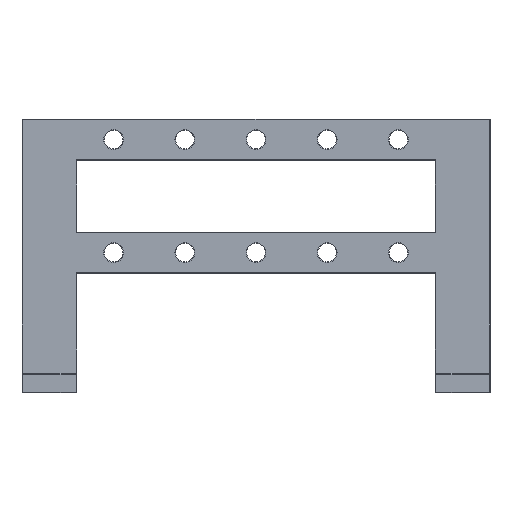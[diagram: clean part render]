
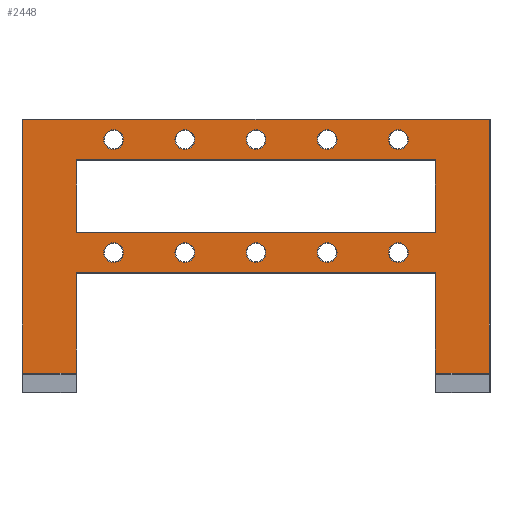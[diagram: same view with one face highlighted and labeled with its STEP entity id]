
A CAD part, top view. The second image highlights one B-rep face of the part: STEP entity #2448.
In plain terms, the highlighted planar face has unit normal (0, 0, 1).
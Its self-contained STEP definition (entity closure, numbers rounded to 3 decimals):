
#51=FACE_BOUND('',#659,.T.);
#52=FACE_BOUND('',#660,.T.);
#53=FACE_BOUND('',#661,.T.);
#54=FACE_BOUND('',#662,.T.);
#55=FACE_BOUND('',#663,.T.);
#56=FACE_BOUND('',#664,.T.);
#57=FACE_BOUND('',#665,.T.);
#58=FACE_BOUND('',#666,.T.);
#59=FACE_BOUND('',#667,.T.);
#60=FACE_BOUND('',#668,.T.);
#61=FACE_BOUND('',#669,.T.);
#73=PLANE('',#2716);
#128=LINE('',#4173,#262);
#130=LINE('',#4185,#264);
#133=LINE('',#4199,#267);
#136=LINE('',#4203,#270);
#145=LINE('',#4223,#279);
#146=LINE('',#4225,#280);
#147=LINE('',#4227,#281);
#148=LINE('',#4229,#282);
#149=LINE('',#4231,#283);
#150=LINE('',#4235,#284);
#151=LINE('',#4239,#285);
#152=LINE('',#4240,#286);
#262=VECTOR('',#3256,10.);
#264=VECTOR('',#3270,10.);
#267=VECTOR('',#3287,10.);
#270=VECTOR('',#3292,10.);
#279=VECTOR('',#3319,10.);
#280=VECTOR('',#3320,10.);
#281=VECTOR('',#3321,10.);
#282=VECTOR('',#3322,10.);
#283=VECTOR('',#3323,10.);
#284=VECTOR('',#3326,10.);
#285=VECTOR('',#3329,10.);
#286=VECTOR('',#3330,10.);
#478=FACE_OUTER_BOUND('',#658,.T.);
#658=EDGE_LOOP('',(#1843,#1844,#1845,#1846,#1847,#1848,#1849,#1850,#1851,
#1852));
#659=EDGE_LOOP('',(#1853));
#660=EDGE_LOOP('',(#1854));
#661=EDGE_LOOP('',(#1855));
#662=EDGE_LOOP('',(#1856));
#663=EDGE_LOOP('',(#1857));
#664=EDGE_LOOP('',(#1858));
#665=EDGE_LOOP('',(#1859));
#666=EDGE_LOOP('',(#1860));
#667=EDGE_LOOP('',(#1861));
#668=EDGE_LOOP('',(#1862));
#669=EDGE_LOOP('',(#1863,#1864,#1865,#1866,#1867,#1868,#1869,#1870));
#860=CIRCLE('',#2681,0.4);
#867=CIRCLE('',#2691,0.4);
#869=CIRCLE('',#2695,0.4);
#875=CIRCLE('',#2704,0.4);
#877=CIRCLE('',#2717,0.4);
#878=CIRCLE('',#2718,0.4);
#879=CIRCLE('',#2719,3.6);
#880=CIRCLE('',#2720,3.6);
#881=CIRCLE('',#2721,3.6);
#882=CIRCLE('',#2722,3.6);
#883=CIRCLE('',#2723,3.6);
#884=CIRCLE('',#2724,3.6);
#885=CIRCLE('',#2725,3.6);
#886=CIRCLE('',#2726,3.6);
#887=CIRCLE('',#2727,3.6);
#888=CIRCLE('',#2728,3.6);
#1112=VERTEX_POINT('',#4149);
#1113=VERTEX_POINT('',#4151);
#1118=VERTEX_POINT('',#4166);
#1119=VERTEX_POINT('',#4168);
#1120=VERTEX_POINT('',#4175);
#1121=VERTEX_POINT('',#4176);
#1126=VERTEX_POINT('',#4193);
#1127=VERTEX_POINT('',#4195);
#1128=VERTEX_POINT('',#4221);
#1129=VERTEX_POINT('',#4222);
#1130=VERTEX_POINT('',#4224);
#1131=VERTEX_POINT('',#4226);
#1132=VERTEX_POINT('',#4228);
#1133=VERTEX_POINT('',#4230);
#1134=VERTEX_POINT('',#4232);
#1135=VERTEX_POINT('',#4234);
#1136=VERTEX_POINT('',#4236);
#1137=VERTEX_POINT('',#4238);
#1138=VERTEX_POINT('',#4241);
#1139=VERTEX_POINT('',#4243);
#1140=VERTEX_POINT('',#4245);
#1141=VERTEX_POINT('',#4247);
#1142=VERTEX_POINT('',#4249);
#1143=VERTEX_POINT('',#4251);
#1144=VERTEX_POINT('',#4253);
#1145=VERTEX_POINT('',#4255);
#1146=VERTEX_POINT('',#4257);
#1147=VERTEX_POINT('',#4259);
#1347=EDGE_CURVE('',#1112,#1113,#860,.T.);
#1355=EDGE_CURVE('',#1118,#1119,#867,.T.);
#1358=EDGE_CURVE('',#1113,#1118,#128,.T.);
#1359=EDGE_CURVE('',#1120,#1121,#869,.T.);
#1364=EDGE_CURVE('',#1121,#1112,#130,.T.);
#1369=EDGE_CURVE('',#1126,#1127,#875,.T.);
#1371=EDGE_CURVE('',#1119,#1126,#133,.T.);
#1374=EDGE_CURVE('',#1127,#1120,#136,.T.);
#1383=EDGE_CURVE('',#1128,#1129,#145,.T.);
#1384=EDGE_CURVE('',#1130,#1128,#146,.T.);
#1385=EDGE_CURVE('',#1131,#1130,#147,.T.);
#1386=EDGE_CURVE('',#1132,#1131,#148,.T.);
#1387=EDGE_CURVE('',#1133,#1132,#149,.T.);
#1388=EDGE_CURVE('',#1134,#1133,#877,.T.);
#1389=EDGE_CURVE('',#1135,#1134,#150,.T.);
#1390=EDGE_CURVE('',#1136,#1135,#878,.T.);
#1391=EDGE_CURVE('',#1137,#1136,#151,.T.);
#1392=EDGE_CURVE('',#1129,#1137,#152,.T.);
#1393=EDGE_CURVE('',#1138,#1138,#879,.T.);
#1394=EDGE_CURVE('',#1139,#1139,#880,.T.);
#1395=EDGE_CURVE('',#1140,#1140,#881,.T.);
#1396=EDGE_CURVE('',#1141,#1141,#882,.T.);
#1397=EDGE_CURVE('',#1142,#1142,#883,.T.);
#1398=EDGE_CURVE('',#1143,#1143,#884,.T.);
#1399=EDGE_CURVE('',#1144,#1144,#885,.T.);
#1400=EDGE_CURVE('',#1145,#1145,#886,.T.);
#1401=EDGE_CURVE('',#1146,#1146,#887,.T.);
#1402=EDGE_CURVE('',#1147,#1147,#888,.T.);
#1843=ORIENTED_EDGE('',*,*,#1383,.F.);
#1844=ORIENTED_EDGE('',*,*,#1384,.F.);
#1845=ORIENTED_EDGE('',*,*,#1385,.F.);
#1846=ORIENTED_EDGE('',*,*,#1386,.F.);
#1847=ORIENTED_EDGE('',*,*,#1387,.F.);
#1848=ORIENTED_EDGE('',*,*,#1388,.F.);
#1849=ORIENTED_EDGE('',*,*,#1389,.F.);
#1850=ORIENTED_EDGE('',*,*,#1390,.F.);
#1851=ORIENTED_EDGE('',*,*,#1391,.F.);
#1852=ORIENTED_EDGE('',*,*,#1392,.F.);
#1853=ORIENTED_EDGE('',*,*,#1393,.F.);
#1854=ORIENTED_EDGE('',*,*,#1394,.F.);
#1855=ORIENTED_EDGE('',*,*,#1395,.F.);
#1856=ORIENTED_EDGE('',*,*,#1396,.F.);
#1857=ORIENTED_EDGE('',*,*,#1397,.F.);
#1858=ORIENTED_EDGE('',*,*,#1398,.F.);
#1859=ORIENTED_EDGE('',*,*,#1399,.F.);
#1860=ORIENTED_EDGE('',*,*,#1400,.F.);
#1861=ORIENTED_EDGE('',*,*,#1401,.F.);
#1862=ORIENTED_EDGE('',*,*,#1402,.F.);
#1863=ORIENTED_EDGE('',*,*,#1369,.F.);
#1864=ORIENTED_EDGE('',*,*,#1371,.F.);
#1865=ORIENTED_EDGE('',*,*,#1355,.F.);
#1866=ORIENTED_EDGE('',*,*,#1358,.F.);
#1867=ORIENTED_EDGE('',*,*,#1347,.F.);
#1868=ORIENTED_EDGE('',*,*,#1364,.F.);
#1869=ORIENTED_EDGE('',*,*,#1359,.F.);
#1870=ORIENTED_EDGE('',*,*,#1374,.F.);
#2448=ADVANCED_FACE('',(#478,#51,#52,#53,#54,#55,#56,#57,#58,#59,#60,#61),
#73,.T.);
#2681=AXIS2_PLACEMENT_3D('',#4152,#3228,#3229);
#2691=AXIS2_PLACEMENT_3D('',#4169,#3249,#3250);
#2695=AXIS2_PLACEMENT_3D('',#4177,#3259,#3260);
#2704=AXIS2_PLACEMENT_3D('',#4196,#3281,#3282);
#2716=AXIS2_PLACEMENT_3D('',#4220,#3317,#3318);
#2717=AXIS2_PLACEMENT_3D('',#4233,#3324,#3325);
#2718=AXIS2_PLACEMENT_3D('',#4237,#3327,#3328);
#2719=AXIS2_PLACEMENT_3D('',#4242,#3331,#3332);
#2720=AXIS2_PLACEMENT_3D('',#4244,#3333,#3334);
#2721=AXIS2_PLACEMENT_3D('',#4246,#3335,#3336);
#2722=AXIS2_PLACEMENT_3D('',#4248,#3337,#3338);
#2723=AXIS2_PLACEMENT_3D('',#4250,#3339,#3340);
#2724=AXIS2_PLACEMENT_3D('',#4252,#3341,#3342);
#2725=AXIS2_PLACEMENT_3D('',#4254,#3343,#3344);
#2726=AXIS2_PLACEMENT_3D('',#4256,#3345,#3346);
#2727=AXIS2_PLACEMENT_3D('',#4258,#3347,#3348);
#2728=AXIS2_PLACEMENT_3D('',#4260,#3349,#3350);
#3228=DIRECTION('center_axis',(0.,0.,1.));
#3229=DIRECTION('ref_axis',(0.707,0.707,0.));
#3249=DIRECTION('center_axis',(0.,0.,1.));
#3250=DIRECTION('ref_axis',(-0.707,0.707,0.));
#3256=DIRECTION('',(-1.,0.,0.));
#3259=DIRECTION('center_axis',(0.,0.,1.));
#3260=DIRECTION('ref_axis',(0.707,-0.707,0.));
#3270=DIRECTION('',(0.,1.,0.));
#3281=DIRECTION('center_axis',(0.,0.,1.));
#3282=DIRECTION('ref_axis',(-0.707,-0.707,0.));
#3287=DIRECTION('',(0.,-1.,0.));
#3292=DIRECTION('',(1.,0.,0.));
#3317=DIRECTION('center_axis',(0.,0.,1.));
#3318=DIRECTION('ref_axis',(1.,0.,0.));
#3319=DIRECTION('',(0.,-1.,0.));
#3320=DIRECTION('',(1.,0.,0.));
#3321=DIRECTION('',(0.,1.,0.));
#3322=DIRECTION('',(-1.,0.,0.));
#3323=DIRECTION('',(0.,-1.,0.));
#3324=DIRECTION('center_axis',(0.,0.,1.));
#3325=DIRECTION('ref_axis',(-0.707,0.707,0.));
#3326=DIRECTION('',(-1.,0.,0.));
#3327=DIRECTION('center_axis',(0.,0.,1.));
#3328=DIRECTION('ref_axis',(0.707,0.707,0.));
#3329=DIRECTION('',(0.,1.,0.));
#3330=DIRECTION('',(-1.,0.,0.));
#3331=DIRECTION('center_axis',(0.,0.,1.));
#3332=DIRECTION('ref_axis',(-1.,0.,0.));
#3333=DIRECTION('center_axis',(0.,0.,1.));
#3334=DIRECTION('ref_axis',(-1.,0.,0.));
#3335=DIRECTION('center_axis',(0.,0.,1.));
#3336=DIRECTION('ref_axis',(-1.,0.,0.));
#3337=DIRECTION('center_axis',(0.,0.,1.));
#3338=DIRECTION('ref_axis',(-1.,0.,0.));
#3339=DIRECTION('center_axis',(0.,0.,1.));
#3340=DIRECTION('ref_axis',(-1.,0.,0.));
#3341=DIRECTION('center_axis',(0.,0.,1.));
#3342=DIRECTION('ref_axis',(-1.,0.,0.));
#3343=DIRECTION('center_axis',(0.,0.,1.));
#3344=DIRECTION('ref_axis',(-1.,0.,0.));
#3345=DIRECTION('center_axis',(0.,0.,1.));
#3346=DIRECTION('ref_axis',(-1.,0.,0.));
#3347=DIRECTION('center_axis',(0.,0.,1.));
#3348=DIRECTION('ref_axis',(-1.,0.,0.));
#3349=DIRECTION('center_axis',(0.,0.,1.));
#3350=DIRECTION('ref_axis',(-1.,0.,0.));
#4149=CARTESIAN_POINT('',(65.7,84.8,2.5));
#4151=CARTESIAN_POINT('',(65.3,85.2,2.5));
#4152=CARTESIAN_POINT('Origin',(65.3,84.8,2.5));
#4166=CARTESIAN_POINT('',(-65.3,85.2,2.5));
#4168=CARTESIAN_POINT('',(-65.7,84.8,2.5));
#4169=CARTESIAN_POINT('Origin',(-65.3,84.8,2.5));
#4173=CARTESIAN_POINT('',(-42.75,85.2,2.5));
#4175=CARTESIAN_POINT('',(65.3,58.5,2.5));
#4176=CARTESIAN_POINT('',(65.7,58.9,2.5));
#4177=CARTESIAN_POINT('Origin',(65.3,58.9,2.5));
#4185=CARTESIAN_POINT('',(65.7,0.,2.5));
#4193=CARTESIAN_POINT('',(-65.7,58.9,2.5));
#4195=CARTESIAN_POINT('',(-65.3,58.5,2.5));
#4196=CARTESIAN_POINT('Origin',(-65.3,58.9,2.5));
#4199=CARTESIAN_POINT('',(-65.7,0.,2.5));
#4203=CARTESIAN_POINT('',(-42.75,58.5,2.5));
#4220=CARTESIAN_POINT('Origin',(-85.5,0.,2.5));
#4221=CARTESIAN_POINT('',(85.3,99.8,2.5));
#4222=CARTESIAN_POINT('',(85.3,7.2,2.5));
#4223=CARTESIAN_POINT('',(85.3,0.,2.5));
#4224=CARTESIAN_POINT('',(-85.3,99.8,2.5));
#4225=CARTESIAN_POINT('',(-80.5,99.8,2.5));
#4226=CARTESIAN_POINT('',(-85.3,7.2,2.5));
#4227=CARTESIAN_POINT('',(-85.3,0.,2.5));
#4228=CARTESIAN_POINT('',(-65.7,7.2,2.5));
#4229=CARTESIAN_POINT('',(-80.5,7.2,2.5));
#4230=CARTESIAN_POINT('',(-65.7,43.5,2.5));
#4231=CARTESIAN_POINT('',(-65.7,0.,2.5));
#4232=CARTESIAN_POINT('',(-65.3,43.9,2.5));
#4233=CARTESIAN_POINT('Origin',(-65.3,43.5,2.5));
#4234=CARTESIAN_POINT('',(65.3,43.9,2.5));
#4235=CARTESIAN_POINT('',(-42.75,43.9,2.5));
#4236=CARTESIAN_POINT('',(65.7,43.5,2.5));
#4237=CARTESIAN_POINT('Origin',(65.3,43.5,2.5));
#4238=CARTESIAN_POINT('',(65.7,7.2,2.5));
#4239=CARTESIAN_POINT('',(65.7,0.,2.5));
#4240=CARTESIAN_POINT('',(-5.,7.2,2.5));
#4241=CARTESIAN_POINT('',(-48.4,92.5,2.5));
#4242=CARTESIAN_POINT('Origin',(-52.,92.5,2.5));
#4243=CARTESIAN_POINT('',(55.6,92.5,2.5));
#4244=CARTESIAN_POINT('Origin',(52.,92.5,2.5));
#4245=CARTESIAN_POINT('',(-22.4,92.5,2.5));
#4246=CARTESIAN_POINT('Origin',(-26.,92.5,2.5));
#4247=CARTESIAN_POINT('',(55.6,51.2,2.5));
#4248=CARTESIAN_POINT('Origin',(52.,51.2,2.5));
#4249=CARTESIAN_POINT('',(29.6,51.2,2.5));
#4250=CARTESIAN_POINT('Origin',(26.,51.2,2.5));
#4251=CARTESIAN_POINT('',(3.6,51.2,2.5));
#4252=CARTESIAN_POINT('Origin',(0.,51.2,2.5));
#4253=CARTESIAN_POINT('',(-22.4,51.2,2.5));
#4254=CARTESIAN_POINT('Origin',(-26.,51.2,2.5));
#4255=CARTESIAN_POINT('',(-48.4,51.2,2.5));
#4256=CARTESIAN_POINT('Origin',(-52.,51.2,2.5));
#4257=CARTESIAN_POINT('',(3.6,92.5,2.5));
#4258=CARTESIAN_POINT('Origin',(0.,92.5,2.5));
#4259=CARTESIAN_POINT('',(29.6,92.5,2.5));
#4260=CARTESIAN_POINT('Origin',(26.,92.5,2.5));
